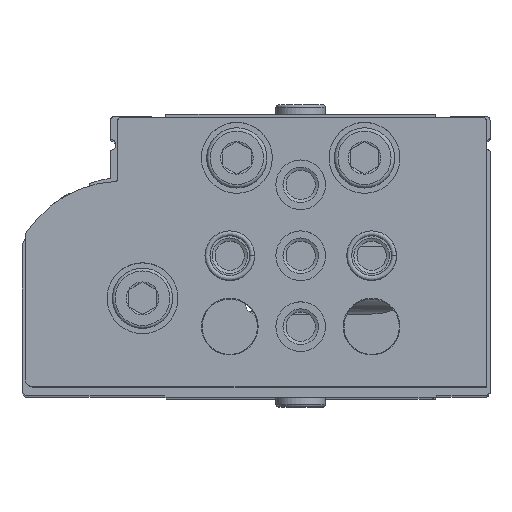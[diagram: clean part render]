
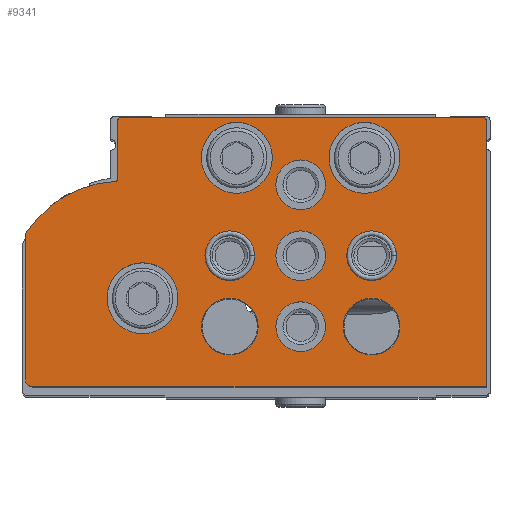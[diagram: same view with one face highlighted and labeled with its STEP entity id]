
A CAD part, top view. The second image highlights one B-rep face of the part: STEP entity #9341.
In plain terms, the highlighted face is planar.
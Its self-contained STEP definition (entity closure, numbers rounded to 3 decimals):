
#931=LINE('',#15632,#1638);
#933=LINE('',#15636,#1640);
#936=LINE('',#15644,#1643);
#941=LINE('',#15660,#1648);
#944=LINE('',#15668,#1651);
#1638=VECTOR('',#12728,1000.);
#1640=VECTOR('',#12732,1000.);
#1643=VECTOR('',#12741,1000.);
#1648=VECTOR('',#12760,1000.);
#1651=VECTOR('',#12769,1000.);
#3552=ORIENTED_EDGE('',*,*,#5204,.T.);
#3553=ORIENTED_EDGE('',*,*,#5205,.T.);
#3554=ORIENTED_EDGE('',*,*,#5206,.T.);
#3555=ORIENTED_EDGE('',*,*,#5207,.T.);
#3556=ORIENTED_EDGE('',*,*,#5208,.T.);
#3557=ORIENTED_EDGE('',*,*,#5209,.T.);
#3558=ORIENTED_EDGE('',*,*,#5210,.T.);
#3559=ORIENTED_EDGE('',*,*,#5211,.T.);
#3560=ORIENTED_EDGE('',*,*,#5212,.T.);
#3561=ORIENTED_EDGE('',*,*,#5213,.T.);
#3562=ORIENTED_EDGE('',*,*,#5181,.F.);
#3563=ORIENTED_EDGE('',*,*,#5202,.F.);
#3564=ORIENTED_EDGE('',*,*,#5200,.F.);
#3565=ORIENTED_EDGE('',*,*,#5198,.F.);
#3566=ORIENTED_EDGE('',*,*,#5196,.T.);
#3567=ORIENTED_EDGE('',*,*,#5194,.F.);
#3568=ORIENTED_EDGE('',*,*,#5192,.F.);
#3569=ORIENTED_EDGE('',*,*,#5190,.F.);
#3570=ORIENTED_EDGE('',*,*,#5188,.F.);
#3571=ORIENTED_EDGE('',*,*,#5186,.F.);
#3572=ORIENTED_EDGE('',*,*,#5184,.F.);
#5181=EDGE_CURVE('',#6196,#6197,#6785,.T.);
#5184=EDGE_CURVE('',#6197,#6198,#931,.T.);
#5186=EDGE_CURVE('',#6198,#6199,#933,.T.);
#5188=EDGE_CURVE('',#6199,#6200,#6786,.T.);
#5190=EDGE_CURVE('',#6200,#6201,#936,.T.);
#5192=EDGE_CURVE('',#6201,#6202,#6787,.T.);
#5194=EDGE_CURVE('',#6202,#6203,#6788,.T.);
#5196=EDGE_CURVE('',#6204,#6203,#6789,.T.);
#5198=EDGE_CURVE('',#6204,#6205,#941,.T.);
#5200=EDGE_CURVE('',#6205,#6206,#6790,.T.);
#5202=EDGE_CURVE('',#6206,#6196,#944,.T.);
#5204=EDGE_CURVE('',#6207,#6207,#6791,.T.);
#5205=EDGE_CURVE('',#6208,#6208,#6792,.T.);
#5206=EDGE_CURVE('',#6209,#6209,#6793,.T.);
#5207=EDGE_CURVE('',#6210,#6210,#6794,.T.);
#5208=EDGE_CURVE('',#6211,#6211,#6795,.T.);
#5209=EDGE_CURVE('',#6212,#6212,#6796,.T.);
#5210=EDGE_CURVE('',#6213,#6213,#6797,.T.);
#5211=EDGE_CURVE('',#6214,#6214,#6798,.T.);
#5212=EDGE_CURVE('',#6215,#6215,#6799,.T.);
#5213=EDGE_CURVE('',#6216,#6216,#6800,.T.);
#6196=VERTEX_POINT('',#15627);
#6197=VERTEX_POINT('',#15628);
#6198=VERTEX_POINT('',#15633);
#6199=VERTEX_POINT('',#15637);
#6200=VERTEX_POINT('',#15641);
#6201=VERTEX_POINT('',#15645);
#6202=VERTEX_POINT('',#15649);
#6203=VERTEX_POINT('',#15653);
#6204=VERTEX_POINT('',#15657);
#6205=VERTEX_POINT('',#15661);
#6206=VERTEX_POINT('',#15665);
#6207=VERTEX_POINT('',#15672);
#6208=VERTEX_POINT('',#15674);
#6209=VERTEX_POINT('',#15676);
#6210=VERTEX_POINT('',#15678);
#6211=VERTEX_POINT('',#15680);
#6212=VERTEX_POINT('',#15682);
#6213=VERTEX_POINT('',#15684);
#6214=VERTEX_POINT('',#15686);
#6215=VERTEX_POINT('',#15688);
#6216=VERTEX_POINT('',#15690);
#6785=CIRCLE('',#10454,0.5);
#6786=CIRCLE('',#10458,1.);
#6787=CIRCLE('',#10461,1.);
#6788=CIRCLE('',#10463,16.);
#6789=CIRCLE('',#10465,0.3);
#6790=CIRCLE('',#10468,0.5);
#6791=CIRCLE('',#10471,5.);
#6792=CIRCLE('',#10472,5.);
#6793=CIRCLE('',#10473,5.);
#6794=CIRCLE('',#10474,3.5);
#6795=CIRCLE('',#10475,3.5);
#6796=CIRCLE('',#10476,3.5);
#6797=CIRCLE('',#10477,3.5);
#6798=CIRCLE('',#10478,3.5);
#6799=CIRCLE('',#10479,4.);
#6800=CIRCLE('',#10480,4.);
#7458=EDGE_LOOP('',(#3552));
#7459=EDGE_LOOP('',(#3553));
#7460=EDGE_LOOP('',(#3554));
#7461=EDGE_LOOP('',(#3555));
#7462=EDGE_LOOP('',(#3556));
#7463=EDGE_LOOP('',(#3557));
#7464=EDGE_LOOP('',(#3558));
#7465=EDGE_LOOP('',(#3559));
#7466=EDGE_LOOP('',(#3560));
#7467=EDGE_LOOP('',(#3561));
#7468=EDGE_LOOP('',(#3562,#3563,#3564,#3565,#3566,#3567,#3568,#3569,#3570,
#3571,#3572));
#8328=FACE_BOUND('',#7458,.T.);
#8329=FACE_BOUND('',#7459,.T.);
#8330=FACE_BOUND('',#7460,.T.);
#8331=FACE_BOUND('',#7461,.T.);
#8332=FACE_BOUND('',#7462,.T.);
#8333=FACE_BOUND('',#7463,.T.);
#8334=FACE_BOUND('',#7464,.T.);
#8335=FACE_BOUND('',#7465,.T.);
#8336=FACE_BOUND('',#7466,.T.);
#8337=FACE_BOUND('',#7467,.T.);
#8338=FACE_BOUND('',#7468,.T.);
#8858=PLANE('',#10470);
#9341=ADVANCED_FACE('',(#8328,#8329,#8330,#8331,#8332,#8333,#8334,#8335,
#8336,#8337,#8338),#8858,.F.);
#10454=AXIS2_PLACEMENT_3D('',#15626,#12722,#12723);
#10458=AXIS2_PLACEMENT_3D('',#15640,#12736,#12737);
#10461=AXIS2_PLACEMENT_3D('',#15648,#12745,#12746);
#10463=AXIS2_PLACEMENT_3D('',#15652,#12750,#12751);
#10465=AXIS2_PLACEMENT_3D('',#15656,#12755,#12756);
#10468=AXIS2_PLACEMENT_3D('',#15664,#12764,#12765);
#10470=AXIS2_PLACEMENT_3D('',#15670,#12771,#12772);
#10471=AXIS2_PLACEMENT_3D('',#15671,#12773,#12774);
#10472=AXIS2_PLACEMENT_3D('',#15673,#12775,#12776);
#10473=AXIS2_PLACEMENT_3D('',#15675,#12777,#12778);
#10474=AXIS2_PLACEMENT_3D('',#15677,#12779,#12780);
#10475=AXIS2_PLACEMENT_3D('',#15679,#12781,#12782);
#10476=AXIS2_PLACEMENT_3D('',#15681,#12783,#12784);
#10477=AXIS2_PLACEMENT_3D('',#15683,#12785,#12786);
#10478=AXIS2_PLACEMENT_3D('',#15685,#12787,#12788);
#10479=AXIS2_PLACEMENT_3D('',#15687,#12789,#12790);
#10480=AXIS2_PLACEMENT_3D('',#15689,#12791,#12792);
#12722=DIRECTION('',(0.,0.,1.));
#12723=DIRECTION('',(1.,0.,0.));
#12728=DIRECTION('',(0.,-1.,0.));
#12732=DIRECTION('',(1.,0.,0.));
#12736=DIRECTION('',(0.,0.,1.));
#12737=DIRECTION('',(1.,0.,0.));
#12741=DIRECTION('',(0.,1.,0.));
#12745=DIRECTION('',(0.,0.,1.));
#12746=DIRECTION('',(1.,0.,0.));
#12750=DIRECTION('',(0.,0.,1.));
#12751=DIRECTION('',(1.,0.,0.));
#12755=DIRECTION('',(0.,0.,1.));
#12756=DIRECTION('',(1.,0.,0.));
#12760=DIRECTION('',(0.,1.,0.));
#12764=DIRECTION('',(0.,0.,1.));
#12765=DIRECTION('',(1.,0.,0.));
#12769=DIRECTION('',(-1.,0.,0.));
#12771=DIRECTION('',(0.,0.,1.));
#12772=DIRECTION('',(1.,0.,0.));
#12773=DIRECTION('',(0.,0.,1.));
#12774=DIRECTION('',(1.,0.,0.));
#12775=DIRECTION('',(0.,0.,1.));
#12776=DIRECTION('',(1.,0.,0.));
#12777=DIRECTION('',(0.,0.,1.));
#12778=DIRECTION('',(1.,0.,0.));
#12779=DIRECTION('',(0.,0.,1.));
#12780=DIRECTION('',(1.,0.,0.));
#12781=DIRECTION('',(0.,0.,1.));
#12782=DIRECTION('',(1.,0.,0.));
#12783=DIRECTION('',(0.,0.,1.));
#12784=DIRECTION('',(1.,0.,0.));
#12785=DIRECTION('',(0.,0.,1.));
#12786=DIRECTION('',(1.,0.,0.));
#12787=DIRECTION('',(0.,0.,1.));
#12788=DIRECTION('',(1.,0.,0.));
#12789=DIRECTION('',(0.,0.,1.));
#12790=DIRECTION('',(1.,0.,0.));
#12791=DIRECTION('',(0.,0.,1.));
#12792=DIRECTION('',(1.,0.,0.));
#15626=CARTESIAN_POINT('',(0.5,37.5,0.));
#15627=CARTESIAN_POINT('',(0.5,38.,0.));
#15628=CARTESIAN_POINT('',(0.,37.5,0.));
#15632=CARTESIAN_POINT('',(0.,37.5,0.));
#15633=CARTESIAN_POINT('',(0.,0.,0.));
#15636=CARTESIAN_POINT('',(0.,0.,0.));
#15637=CARTESIAN_POINT('',(64.,0.,0.));
#15640=CARTESIAN_POINT('',(64.,1.,0.));
#15641=CARTESIAN_POINT('',(65.,1.,0.));
#15644=CARTESIAN_POINT('',(65.,1.,0.));
#15645=CARTESIAN_POINT('',(65.,21.292,0.));
#15648=CARTESIAN_POINT('',(64.,21.292,0.));
#15649=CARTESIAN_POINT('',(64.833,21.844,0.));
#15652=CARTESIAN_POINT('',(51.5,13.,0.));
#15653=CARTESIAN_POINT('',(52.285,28.981,0.));
#15656=CARTESIAN_POINT('',(52.3,29.28,0.));
#15657=CARTESIAN_POINT('',(52.,29.28,0.));
#15660=CARTESIAN_POINT('',(52.,29.28,0.));
#15661=CARTESIAN_POINT('',(52.,37.5,0.));
#15664=CARTESIAN_POINT('',(51.5,37.5,0.));
#15665=CARTESIAN_POINT('',(51.5,38.,0.));
#15668=CARTESIAN_POINT('',(51.5,38.,0.));
#15670=CARTESIAN_POINT('',(0.5,37.5,0.));
#15671=CARTESIAN_POINT('',(48.5,12.5,0.));
#15672=CARTESIAN_POINT('',(53.5,12.5,0.));
#15673=CARTESIAN_POINT('',(35.2,32.3,0.));
#15674=CARTESIAN_POINT('',(40.2,32.3,0.));
#15675=CARTESIAN_POINT('',(17.2,32.3,0.));
#15676=CARTESIAN_POINT('',(22.2,32.3,0.));
#15677=CARTESIAN_POINT('',(26.2,28.5,0.));
#15678=CARTESIAN_POINT('',(29.7,28.5,0.));
#15679=CARTESIAN_POINT('',(36.2,18.5,0.));
#15680=CARTESIAN_POINT('',(39.7,18.5,0.));
#15681=CARTESIAN_POINT('',(26.2,18.5,0.));
#15682=CARTESIAN_POINT('',(29.7,18.5,0.));
#15683=CARTESIAN_POINT('',(16.2,18.5,0.));
#15684=CARTESIAN_POINT('',(19.7,18.5,0.));
#15685=CARTESIAN_POINT('',(26.2,8.5,0.));
#15686=CARTESIAN_POINT('',(29.7,8.5,0.));
#15687=CARTESIAN_POINT('',(36.2,8.5,0.));
#15688=CARTESIAN_POINT('',(40.2,8.5,0.));
#15689=CARTESIAN_POINT('',(16.2,8.5,0.));
#15690=CARTESIAN_POINT('',(20.2,8.5,0.));
